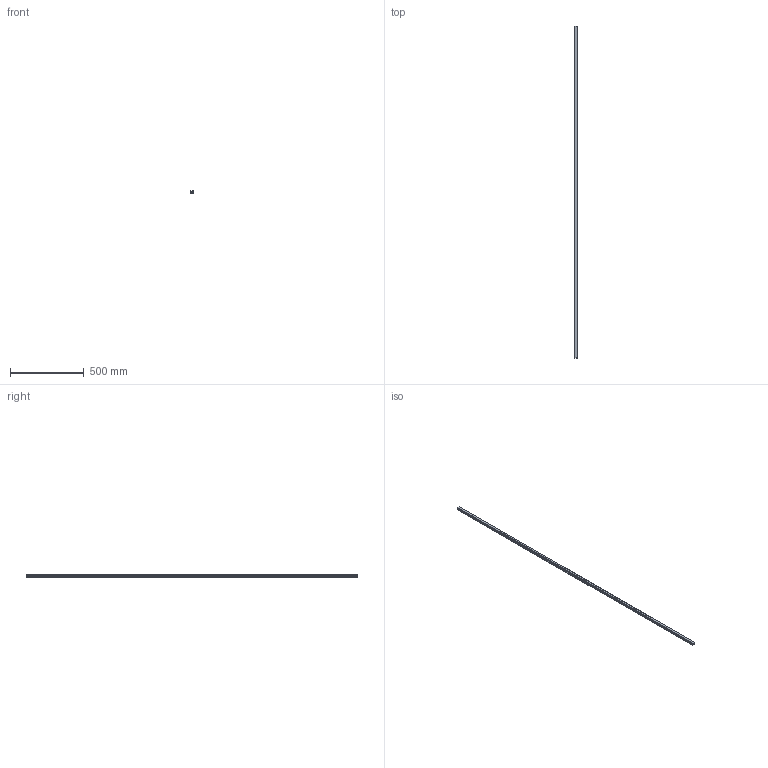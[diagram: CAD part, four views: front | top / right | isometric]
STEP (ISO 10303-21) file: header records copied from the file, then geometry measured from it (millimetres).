
FILE_DESCRIPTION(('STEP AP214'),'1');
FILE_NAME('cctmp_0247CAC3-9C1D-4434-8219-B9DEA01D6769_2021_01_21_14_59_19_0256..stp','2021-01-21T13:59:19',('HIWIN GmbH'),('CADClick - www.CADClick.com'),'Spatial InterOp 3D',' ','unknown authorization');
FILE_SCHEMA(('AUTOMOTIVE_DESIGN'));
Length unit declared in the file: millimetre
Products named in the file (1): HGR20T2250C_FILE
Bounding box: 20 x 2250 x 17.5 mm (x, y, z)
Volume: 664429 mm3; surface area: 179560 mm2
Topology: 1 solids, 1 shells, 259 faces, 683 edges, 392 vertices
Faces by surface type: cylinder 98, plane 85, cone 76
Entity records: 9489 total; most frequent: DIRECTION 1323, CARTESIAN_POINT 1259, ORIENTED_EDGE 1214, EDGE_CURVE 607, AXIS2_PLACEMENT_3D 456, LINE 411, VECTOR 411, VERTEX_POINT 392
